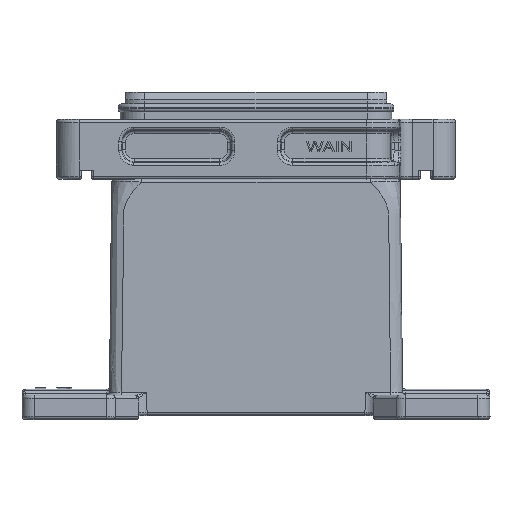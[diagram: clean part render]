
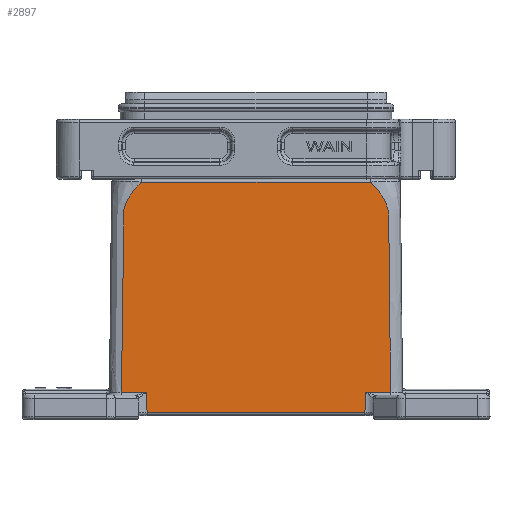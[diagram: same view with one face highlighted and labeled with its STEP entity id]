
A CAD part, top view. The second image highlights one B-rep face of the part: STEP entity #2897.
In plain terms, the highlighted planar face has unit normal (0, 0.011, 1).
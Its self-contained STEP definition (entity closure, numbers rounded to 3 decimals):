
#2897=ADVANCED_FACE('NONE',(#4795),#3767,.T.);
#3767=PLANE('',#24436);
#4795=FACE_OUTER_BOUND('',#6224,.T.);
#6224=EDGE_LOOP('',(#14058,#14059,#14060,#14061,#14062,#14063,#14064,#14065));
#7748=LINE('',#42625,#9227);
#7778=LINE('',#43240,#9257);
#7791=LINE('',#43715,#9270);
#7792=LINE('',#43717,#9271);
#7793=LINE('',#43718,#9272);
#9227=VECTOR('',#28287,1.);
#9257=VECTOR('',#28483,1.);
#9270=VECTOR('',#28542,1.);
#9271=VECTOR('',#28543,1.);
#9272=VECTOR('',#28544,1.);
#14058=ORIENTED_EDGE('',*,*,#21036,.T.);
#14059=ORIENTED_EDGE('',*,*,#20870,.F.);
#14060=ORIENTED_EDGE('',*,*,#21032,.T.);
#14061=ORIENTED_EDGE('',*,*,#21037,.T.);
#14062=ORIENTED_EDGE('',*,*,#20917,.F.);
#14063=ORIENTED_EDGE('',*,*,#20983,.F.);
#14064=ORIENTED_EDGE('',*,*,#20997,.F.);
#14065=ORIENTED_EDGE('',*,*,#21038,.T.);
#17989=VERTEX_POINT('',#42613);
#17990=VERTEX_POINT('',#42626);
#18015=VERTEX_POINT('',#42858);
#18016=VERTEX_POINT('',#42859);
#18048=VERTEX_POINT('',#43239);
#18053=VERTEX_POINT('',#43356);
#18072=VERTEX_POINT('',#43698);
#18074=VERTEX_POINT('',#43716);
#20870=EDGE_CURVE('NONE',#17989,#17990,#7748,.T.);
#20917=EDGE_CURVE('NONE',#18015,#18016,#22826,.T.);
#20983=EDGE_CURVE('NONE',#18048,#18015,#7778,.T.);
#20997=EDGE_CURVE('NONE',#18053,#18048,#22848,.T.);
#21032=EDGE_CURVE('NONE',#17989,#18072,#22874,.T.);
#21036=EDGE_CURVE('NONE',#18074,#17990,#7791,.T.);
#21037=EDGE_CURVE('NONE',#18072,#18016,#7792,.T.);
#21038=EDGE_CURVE('NONE',#18053,#18074,#7793,.T.);
#22826=B_SPLINE_CURVE_WITH_KNOTS('',3,(#42834,#42835,#42836,#42837,#42838,
#42839,#42840,#42841,#42842,#42843,#42844,#42845,#42846,#42847,#42848,#42849,
#42850,#42851,#42852,#42853,#42854,#42855,#42856,#42857),.UNSPECIFIED.,
 .F.,.F.,(4,2,2,2,2,2,2,2,2,2,2,4),(0.,0.063,0.094,0.125,0.156,0.172,
0.188,0.203,0.219,0.25,0.5,1.),.UNSPECIFIED.);
#22848=B_SPLINE_CURVE_WITH_KNOTS('',3,(#43357,#43358,#43359,#43360,#43361,
#43362,#43363,#43364,#43365,#43366,#43367,#43368,#43369,#43370,#43371,#43372,
#43373,#43374,#43375,#43376,#43377,#43378,#43379,#43380,#43381,#43382,#43383,
#43384,#43385,#43386,#43387,#43388,#43389,#43390,#43391,#43392,#43393,#43394,
#43395,#43396,#43397,#43398,#43399,#43400,#43401,#43402,#43403,#43404,#43405,
#43406),.UNSPECIFIED.,.F.,.F.,(4,2,1,1,1,1,1,1,2,2,2,2,2,1,2,2,2,2,2,2,
1,2,2,2,2,2,2,2,4),(0.,0.5,0.625,0.688,
0.719,0.734,0.742,0.746,
0.748,0.75,0.781,0.797,
0.805,0.809,0.811,0.813,
0.828,0.844,0.859,0.867,
0.871,0.873,0.875,0.891,
0.898,0.902,0.906,0.938,
1.),.UNSPECIFIED.);
#22874=B_SPLINE_CURVE_WITH_KNOTS('',3,(#43699,#43700,#43701,#43702),
 .UNSPECIFIED.,.F.,.F.,(4,4),(0.,1.),.UNSPECIFIED.);
#24436=AXIS2_PLACEMENT_3D('',#43719,#28545,#28546);
#28287=DIRECTION('',(-1.,0.,0.));
#28483=DIRECTION('',(1.,0.,0.));
#28542=DIRECTION('',(0.014,-1.,0.01));
#28543=DIRECTION('',(1.,0.,0.));
#28544=DIRECTION('',(1.,0.,0.));
#28545=DIRECTION('',(0.,0.01,1.));
#28546=DIRECTION('',(0.,-1.,0.01));
#42613=CARTESIAN_POINT('',(36.314,2.31,29.814));
#42625=CARTESIAN_POINT('',(-39.425,2.31,29.814));
#42626=CARTESIAN_POINT('',(-36.314,2.31,29.814));
#42834=CARTESIAN_POINT('',(38.086,79.01,29.01));
#42835=CARTESIAN_POINT('',(39.109,78.066,29.02));
#42836=CARTESIAN_POINT('',(40.086,77.05,29.031));
#42837=CARTESIAN_POINT('',(41.408,75.37,29.048));
#42838=CARTESIAN_POINT('',(41.824,74.784,29.055));
#42839=CARTESIAN_POINT('',(42.585,73.553,29.068));
#42840=CARTESIAN_POINT('',(42.931,72.907,29.074));
#42841=CARTESIAN_POINT('',(43.519,71.556,29.088));
#42842=CARTESIAN_POINT('',(43.761,70.851,29.096));
#42843=CARTESIAN_POINT('',(44.019,69.757,29.107));
#42844=CARTESIAN_POINT('',(44.087,69.387,29.111));
#42845=CARTESIAN_POINT('',(44.186,68.64,29.119));
#42846=CARTESIAN_POINT('',(44.214,68.263,29.123));
#42847=CARTESIAN_POINT('',(44.237,67.508,29.131));
#42848=CARTESIAN_POINT('',(44.235,67.131,29.135));
#42849=CARTESIAN_POINT('',(44.242,66.376,29.143));
#42850=CARTESIAN_POINT('',(44.247,65.998,29.147));
#42851=CARTESIAN_POINT('',(44.259,64.865,29.158));
#42852=CARTESIAN_POINT('',(44.267,64.11,29.166));
#42853=CARTESIAN_POINT('',(44.338,57.315,29.238));
#42854=CARTESIAN_POINT('',(44.401,51.274,29.301));
#42855=CARTESIAN_POINT('',(44.591,33.152,29.491));
#42856=CARTESIAN_POINT('',(44.717,21.071,29.617));
#42857=CARTESIAN_POINT('',(44.844,8.99,29.744));
#42858=CARTESIAN_POINT('',(38.086,79.01,29.01));
#42859=CARTESIAN_POINT('',(44.844,8.99,29.744));
#43239=CARTESIAN_POINT('',(-38.086,79.01,29.01));
#43240=CARTESIAN_POINT('',(-45.153,79.01,29.01));
#43356=CARTESIAN_POINT('',(-44.844,8.99,29.744));
#43357=CARTESIAN_POINT('',(-44.844,8.99,29.744));
#43358=CARTESIAN_POINT('',(-44.718,20.981,29.618));
#43359=CARTESIAN_POINT('',(-44.592,32.972,29.492));
#43360=CARTESIAN_POINT('',(-44.436,47.961,29.336));
#43361=CARTESIAN_POINT('',(-44.389,52.458,29.288));
#43362=CARTESIAN_POINT('',(-44.334,57.704,29.233));
#43363=CARTESIAN_POINT('',(-44.306,60.328,29.206));
#43364=CARTESIAN_POINT('',(-44.293,61.639,29.192));
#43365=CARTESIAN_POINT('',(-44.286,62.295,29.185));
#43366=CARTESIAN_POINT('',(-44.282,62.623,29.182));
#43367=CARTESIAN_POINT('',(-44.281,62.763,29.181));
#43368=CARTESIAN_POINT('',(-44.28,62.857,29.18));
#43369=CARTESIAN_POINT('',(-44.28,62.864,29.179));
#43370=CARTESIAN_POINT('',(-44.264,64.338,29.164));
#43371=CARTESIAN_POINT('',(-44.253,65.406,29.153));
#43372=CARTESIAN_POINT('',(-44.242,66.53,29.141));
#43373=CARTESIAN_POINT('',(-44.239,66.825,29.138));
#43374=CARTESIAN_POINT('',(-44.236,67.148,29.135));
#43375=CARTESIAN_POINT('',(-44.235,67.236,29.134));
#43376=CARTESIAN_POINT('',(-44.234,67.338,29.133));
#43377=CARTESIAN_POINT('',(-44.233,67.381,29.132));
#43378=CARTESIAN_POINT('',(-44.233,67.413,29.132));
#43379=CARTESIAN_POINT('',(-44.233,67.432,29.132));
#43380=CARTESIAN_POINT('',(-44.233,67.398,29.132));
#43381=CARTESIAN_POINT('',(-44.229,67.842,29.127));
#43382=CARTESIAN_POINT('',(-44.208,68.228,29.123));
#43383=CARTESIAN_POINT('',(-44.142,68.975,29.115));
#43384=CARTESIAN_POINT('',(-44.085,69.386,29.111));
#43385=CARTESIAN_POINT('',(-43.97,69.981,29.104));
#43386=CARTESIAN_POINT('',(-43.892,70.312,29.101));
#43387=CARTESIAN_POINT('',(-43.737,70.853,29.094));
#43388=CARTESIAN_POINT('',(-43.678,71.04,29.092));
#43389=CARTESIAN_POINT('',(-43.579,71.332,29.089));
#43390=CARTESIAN_POINT('',(-43.527,71.48,29.087));
#43391=CARTESIAN_POINT('',(-43.47,71.632,29.085));
#43392=CARTESIAN_POINT('',(-43.431,71.733,29.084));
#43393=CARTESIAN_POINT('',(-43.398,71.817,29.083));
#43394=CARTESIAN_POINT('',(-43.329,71.991,29.081));
#43395=CARTESIAN_POINT('',(-43.225,72.243,29.078));
#43396=CARTESIAN_POINT('',(-42.986,72.754,29.072));
#43397=CARTESIAN_POINT('',(-42.892,72.946,29.07));
#43398=CARTESIAN_POINT('',(-42.727,73.264,29.067));
#43399=CARTESIAN_POINT('',(-42.667,73.375,29.066));
#43400=CARTESIAN_POINT('',(-42.539,73.606,29.063));
#43401=CARTESIAN_POINT('',(-42.445,73.769,29.061));
#43402=CARTESIAN_POINT('',(-42.005,74.512,29.053));
#43403=CARTESIAN_POINT('',(-41.576,75.138,29.046));
#43404=CARTESIAN_POINT('',(-40.256,76.86,29.028));
#43405=CARTESIAN_POINT('',(-39.229,77.96,29.017));
#43406=CARTESIAN_POINT('',(-38.086,79.01,29.01));
#43698=CARTESIAN_POINT('',(36.409,8.99,29.744));
#43699=CARTESIAN_POINT('',(36.314,2.31,29.814));
#43700=CARTESIAN_POINT('',(36.345,4.537,29.79));
#43701=CARTESIAN_POINT('',(36.377,6.763,29.767));
#43702=CARTESIAN_POINT('',(36.409,8.99,29.744));
#43715=CARTESIAN_POINT('',(-36.409,8.99,29.744));
#43716=CARTESIAN_POINT('',(-36.409,8.99,29.744));
#43717=CARTESIAN_POINT('',(-51.412,8.99,29.744));
#43718=CARTESIAN_POINT('',(-51.412,8.99,29.744));
#43719=CARTESIAN_POINT('',(-51.412,80.,29.));
